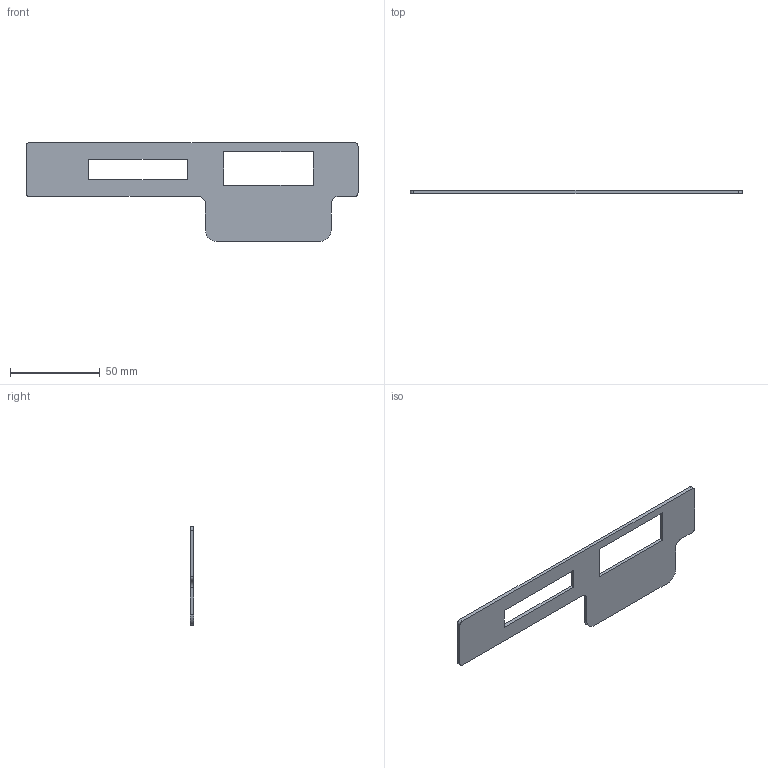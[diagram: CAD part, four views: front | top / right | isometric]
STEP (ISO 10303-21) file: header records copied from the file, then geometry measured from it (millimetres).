
FILE_DESCRIPTION (( 'STEP AP214' ), '1' );
FILE_NAME ('05601-Weldable Strike Plate 185mm.STEP', '2018-12-05T22:03:00', ( '' ), ( '' ), 'SwSTEP 2.0', 'SolidWorks 2018', '' );
FILE_SCHEMA (( 'AUTOMOTIVE_DESIGN' ));
Length unit declared in the file: millimetre
Products named in the file (2): 05601-Weldable Strike Plate 185mm
Bounding box: 185 x 2.1 x 55 mm (x, y, z)
Volume: 12007.2 mm3; surface area: 13047 mm2
Topology: 1 solids, 1 shells, 281 faces, 759 edges, 506 vertices
Faces by surface type: plane 164, bspline 109, cylinder 8
Entity records: 14916 total; most frequent: CARTESIAN_POINT 8521, ORIENTED_EDGE 1518, DIRECTION 905, EDGE_CURVE 759, VECTOR 525, LINE 525, VERTEX_POINT 506, EDGE_LOOP 311
